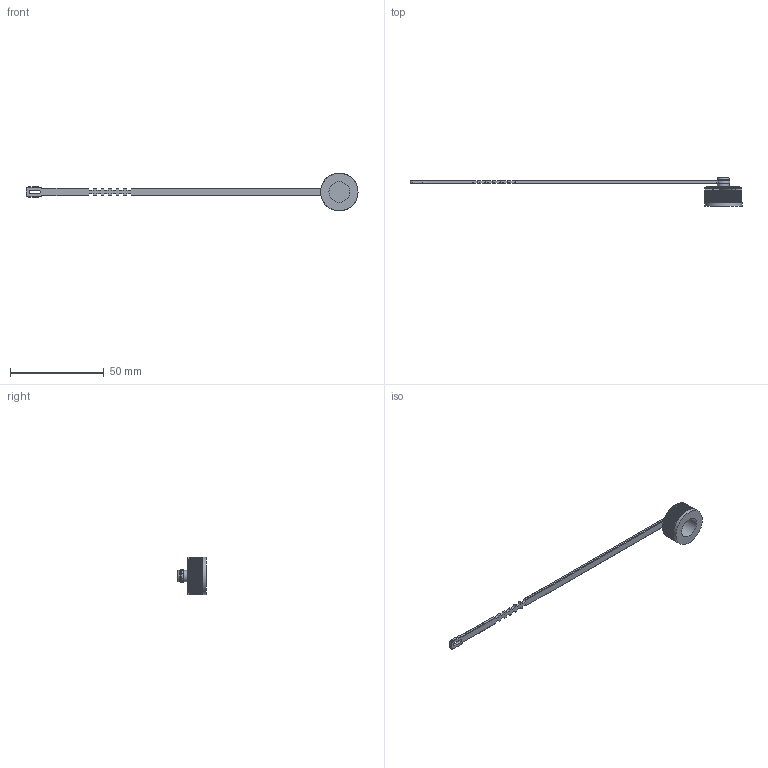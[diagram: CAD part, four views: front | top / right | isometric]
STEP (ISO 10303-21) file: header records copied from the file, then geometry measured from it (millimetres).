
FILE_DESCRIPTION(/* description */ (''),/* implementation_level */ '2;1');
FILE_NAME(/* name */ 'Schutzkappe_M12x1_UNV.stp',/* time_stamp */ '2018-09-06T10:26:24+02:00',/* author */ (''),/* organization */ (''),/* preprocessor_version */ 'ST-DEVELOPER v16',/* originating_system */ 'SIEMENS PLM Software NX 10.0',/* authorisation */ '');
FILE_SCHEMA (('AUTOMOTIVE_DESIGN { 1 0 10303 214 3 1 1 1 }'));
Length unit declared in the file: millimetre
Products named in the file (1): Schutzkappe_M12x1_UNV
Bounding box: 176.62 x 15.3 x 19.9 mm (x, y, z)
Volume: 3411.7 mm3; surface area: 3954 mm2
Topology: 1 solids, 1 shells, 488 faces, 1416 edges, 936 vertices
Faces by surface type: plane 423, cylinder 49, torus 16
Full cylindrical faces by diameter (mm): 3.8 x2, 6.2 x2, 11 x1, 19.9 x1
Entity records: 18876 total; most frequent: CARTESIAN_POINT 6169, ORIENTED_EDGE 2810, DIRECTION 2492, EDGE_CURVE 1405, VERTEX_POINT 933, AXIS2_PLACEMENT_3D 842, LINE 808, VECTOR 808
